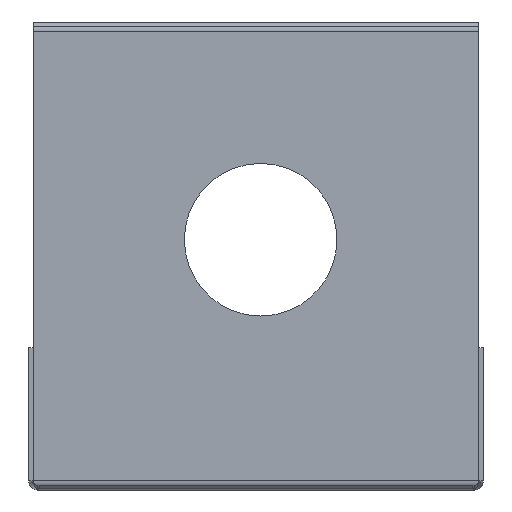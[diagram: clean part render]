
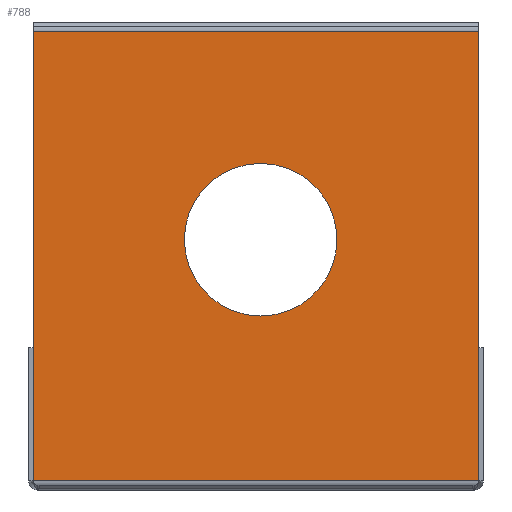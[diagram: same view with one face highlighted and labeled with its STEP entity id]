
A CAD part, front view. The second image highlights one B-rep face of the part: STEP entity #788.
In plain terms, the highlighted planar face has unit normal (0, -1, 0).
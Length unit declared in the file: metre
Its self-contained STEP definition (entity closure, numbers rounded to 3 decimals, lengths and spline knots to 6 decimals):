
#48=CIRCLE('',#864,0.0075);
#210=ORIENTED_EDGE('',*,*,#353,.T.);
#211=ORIENTED_EDGE('',*,*,#358,.F.);
#212=ORIENTED_EDGE('',*,*,#356,.T.);
#213=ORIENTED_EDGE('',*,*,#345,.F.);
#214=ORIENTED_EDGE('',*,*,#359,.T.);
#215=ORIENTED_EDGE('',*,*,#349,.F.);
#216=ORIENTED_EDGE('',*,*,#352,.T.);
#345=EDGE_CURVE('',#427,#425,#487,.T.);
#349=EDGE_CURVE('',#431,#429,#491,.T.);
#352=EDGE_CURVE('',#431,#433,#493,.T.);
#353=EDGE_CURVE('',#434,#434,#48,.T.);
#356=EDGE_CURVE('',#437,#425,#495,.T.);
#358=EDGE_CURVE('',#437,#433,#496,.F.);
#359=EDGE_CURVE('',#427,#429,#497,.T.);
#425=VERTEX_POINT('',#1418);
#427=VERTEX_POINT('',#1422);
#429=VERTEX_POINT('',#1427);
#431=VERTEX_POINT('',#1431);
#433=VERTEX_POINT('',#1440);
#434=VERTEX_POINT('',#1444);
#437=VERTEX_POINT('',#1451);
#487=LINE('',#1423,#551);
#491=LINE('',#1432,#555);
#493=LINE('',#1441,#557);
#495=LINE('',#1450,#559);
#496=LINE('',#1457,#560);
#497=LINE('',#1458,#561);
#551=VECTOR('',#1016,1.);
#555=VECTOR('',#1022,1.);
#557=VECTOR('',#1026,1.);
#559=VECTOR('',#1036,1.);
#560=VECTOR('',#1039,1.);
#561=VECTOR('',#1040,1.);
#629=EDGE_LOOP('',(#210));
#630=EDGE_LOOP('',(#211,#212,#213,#214,#215,#216));
#703=FACE_BOUND('',#629,.T.);
#704=FACE_BOUND('',#630,.T.);
#745=PLANE('',#867);
#788=ADVANCED_FACE('',(#703,#704),#745,.T.);
#864=AXIS2_PLACEMENT_3D('',#1443,#1029,#1030);
#867=AXIS2_PLACEMENT_3D('',#1456,#1037,#1038);
#1016=DIRECTION('',(0.,0.,-1.));
#1022=DIRECTION('',(0.,0.,1.));
#1026=DIRECTION('',(0.,0.,-1.));
#1029=DIRECTION('',(0.,1.,0.));
#1030=DIRECTION('',(0.,0.,1.));
#1036=DIRECTION('',(0.,0.,1.));
#1037=DIRECTION('',(0.,-1.,0.));
#1038=DIRECTION('',(0.,0.,-1.));
#1039=DIRECTION('',(1.,0.,0.));
#1040=DIRECTION('',(-1.,0.,0.));
#1418=CARTESIAN_POINT('',(0.02188,-0.111,0.01355));
#1422=CARTESIAN_POINT('',(0.02188,-0.111,0.04465));
#1423=CARTESIAN_POINT('',(0.02188,-0.111,0.014663));
#1427=CARTESIAN_POINT('',(-0.02188,-0.111,0.04465));
#1431=CARTESIAN_POINT('',(-0.02188,-0.111,0.01355));
#1432=CARTESIAN_POINT('',(-0.02188,-0.111,0.014663));
#1440=CARTESIAN_POINT('',(-0.02188,-0.111,0.00045));
#1441=CARTESIAN_POINT('',(-0.02188,-0.111,0.02255));
#1443=CARTESIAN_POINT('',(0.000459,-0.111,0.02415));
#1444=CARTESIAN_POINT('',(0.000459,-0.111,0.03165));
#1450=CARTESIAN_POINT('',(0.02188,-0.111,0.02255));
#1451=CARTESIAN_POINT('',(0.02188,-0.111,0.00045));
#1456=CARTESIAN_POINT('',(0.,-0.111,0.02255));
#1457=CARTESIAN_POINT('',(0.,-0.111,0.00045));
#1458=CARTESIAN_POINT('',(0.,-0.111,0.04465));
